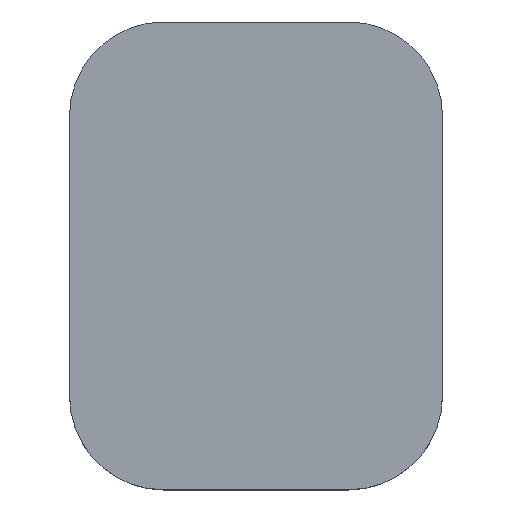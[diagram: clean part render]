
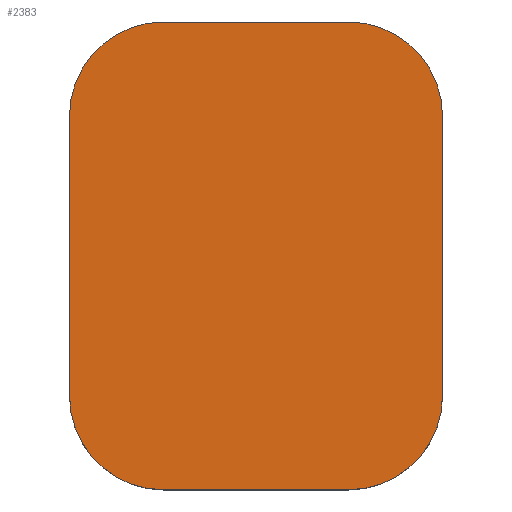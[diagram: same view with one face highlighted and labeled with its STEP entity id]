
A CAD part, top view. The second image highlights one B-rep face of the part: STEP entity #2383.
In plain terms, the highlighted planar face has unit normal (0, 0, 1).
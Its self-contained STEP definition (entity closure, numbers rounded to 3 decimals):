
#248 = VERTEX_POINT ( 'NONE', #1073 ) ;
#321 = EDGE_LOOP ( 'NONE', ( #3061, #3776, #9615, #9543, #4045, #3039, #8789, #5920 ) ) ;
#410 = AXIS2_PLACEMENT_3D ( 'NONE', #3695, #8705, #6078 ) ;
#497 = DIRECTION ( 'NONE',  ( 0., 0., 1. ) ) ;
#1028 = VERTEX_POINT ( 'NONE', #11143 ) ;
#1073 = CARTESIAN_POINT ( 'NONE',  ( 0.443, -1.387, 2.7 ) ) ;
#1124 = AXIS2_PLACEMENT_3D ( 'NONE', #1815, #8817, #10401 ) ;
#1427 = LINE ( 'NONE', #4908, #10836 ) ;
#1815 = CARTESIAN_POINT ( 'NONE',  ( -1.557, -7.344, 2.7 ) ) ;
#1857 = LINE ( 'NONE', #3501, #8608 ) ;
#2359 = EDGE_CURVE ( 'NONE', #5773, #7918, #10029, .T. ) ;
#2383 = ADVANCED_FACE ( 'NONE', ( #6251 ), #9730, .T. ) ;
#2610 = LINE ( 'NONE', #9403, #7582 ) ;
#2697 = LINE ( 'NONE', #6853, #8818 ) ;
#3039 = ORIENTED_EDGE ( 'NONE', *, *, #8896, .T. ) ;
#3061 = ORIENTED_EDGE ( 'NONE', *, *, #8321, .T. ) ;
#3163 = AXIS2_PLACEMENT_3D ( 'NONE', #4251, #4427, #5161 ) ;
#3174 = AXIS2_PLACEMENT_3D ( 'NONE', #4342, #4401, #7692 ) ;
#3501 = CARTESIAN_POINT ( 'NONE',  ( -1.557, 0.613, 2.7 ) ) ;
#3695 = CARTESIAN_POINT ( 'NONE',  ( 0., 0., 2.7 ) ) ;
#3776 = ORIENTED_EDGE ( 'NONE', *, *, #10817, .T. ) ;
#4045 = ORIENTED_EDGE ( 'NONE', *, *, #6313, .T. ) ;
#4048 = DIRECTION ( 'NONE',  ( 0., 1., 0. ) ) ;
#4056 = CARTESIAN_POINT ( 'NONE',  ( -1.557, -9.344, 2.7 ) ) ;
#4251 = CARTESIAN_POINT ( 'NONE',  ( -1.557, -1.387, 2.7 ) ) ;
#4342 = CARTESIAN_POINT ( 'NONE',  ( -5.496, -1.387, 2.7 ) ) ;
#4361 = VERTEX_POINT ( 'NONE', #6896 ) ;
#4401 = DIRECTION ( 'NONE',  ( 0., 0., 1. ) ) ;
#4410 = EDGE_CURVE ( 'NONE', #6564, #1028, #8083, .T. ) ;
#4427 = DIRECTION ( 'NONE',  ( 0., 0., 1. ) ) ;
#4809 = CARTESIAN_POINT ( 'NONE',  ( -5.496, -7.344, 2.7 ) ) ;
#4908 = CARTESIAN_POINT ( 'NONE',  ( 0.443, -7.344, 2.7 ) ) ;
#5161 = DIRECTION ( 'NONE',  ( 1., 0., 0. ) ) ;
#5762 = CIRCLE ( 'NONE', #6668, 2. ) ;
#5773 = VERTEX_POINT ( 'NONE', #4056 ) ;
#5920 = ORIENTED_EDGE ( 'NONE', *, *, #4410, .T. ) ;
#6078 = DIRECTION ( 'NONE',  ( 1., 0., 0. ) ) ;
#6251 = FACE_OUTER_BOUND ( 'NONE', #321, .T. ) ;
#6313 = EDGE_CURVE ( 'NONE', #7918, #248, #1427, .T. ) ;
#6564 = VERTEX_POINT ( 'NONE', #9788 ) ;
#6668 = AXIS2_PLACEMENT_3D ( 'NONE', #4809, #497, #7537 ) ;
#6853 = CARTESIAN_POINT ( 'NONE',  ( -7.496, -7.344, 2.7 ) ) ;
#6896 = CARTESIAN_POINT ( 'NONE',  ( -7.496, -7.344, 2.7 ) ) ;
#6973 = DIRECTION ( 'NONE',  ( -1., 0., 0. ) ) ;
#7035 = CARTESIAN_POINT ( 'NONE',  ( 0.443, -7.344, 2.7 ) ) ;
#7348 = CIRCLE ( 'NONE', #3163, 2. ) ;
#7537 = DIRECTION ( 'NONE',  ( -1., 0., 0. ) ) ;
#7582 = VECTOR ( 'NONE', #10406, 1000. ) ;
#7692 = DIRECTION ( 'NONE',  ( 1., 0., 0. ) ) ;
#7918 = VERTEX_POINT ( 'NONE', #7035 ) ;
#7968 = EDGE_CURVE ( 'NONE', #10794, #6564, #1857, .T. ) ;
#8083 = CIRCLE ( 'NONE', #3174, 2. ) ;
#8277 = CARTESIAN_POINT ( 'NONE',  ( -1.557, 0.613, 2.7 ) ) ;
#8321 = EDGE_CURVE ( 'NONE', #1028, #4361, #2697, .T. ) ;
#8608 = VECTOR ( 'NONE', #6973, 1000. ) ;
#8705 = DIRECTION ( 'NONE',  ( 0., 0., 1. ) ) ;
#8789 = ORIENTED_EDGE ( 'NONE', *, *, #7968, .T. ) ;
#8817 = DIRECTION ( 'NONE',  ( 0., 0., 1. ) ) ;
#8818 = VECTOR ( 'NONE', #9639, 1000. ) ;
#8896 = EDGE_CURVE ( 'NONE', #248, #10794, #7348, .T. ) ;
#9286 = VERTEX_POINT ( 'NONE', #9587 ) ;
#9403 = CARTESIAN_POINT ( 'NONE',  ( -1.557, -9.344, 2.7 ) ) ;
#9543 = ORIENTED_EDGE ( 'NONE', *, *, #2359, .T. ) ;
#9587 = CARTESIAN_POINT ( 'NONE',  ( -5.496, -9.344, 2.7 ) ) ;
#9615 = ORIENTED_EDGE ( 'NONE', *, *, #11256, .T. ) ;
#9639 = DIRECTION ( 'NONE',  ( 0., -1., 0. ) ) ;
#9730 = PLANE ( 'NONE',  #410 ) ;
#9788 = CARTESIAN_POINT ( 'NONE',  ( -5.496, 0.613, 2.7 ) ) ;
#10029 = CIRCLE ( 'NONE', #1124, 2. ) ;
#10401 = DIRECTION ( 'NONE',  ( -1., 0., 0. ) ) ;
#10406 = DIRECTION ( 'NONE',  ( 1., 0., 0. ) ) ;
#10794 = VERTEX_POINT ( 'NONE', #8277 ) ;
#10817 = EDGE_CURVE ( 'NONE', #4361, #9286, #5762, .T. ) ;
#10836 = VECTOR ( 'NONE', #4048, 1000. ) ;
#11143 = CARTESIAN_POINT ( 'NONE',  ( -7.496, -1.387, 2.7 ) ) ;
#11256 = EDGE_CURVE ( 'NONE', #9286, #5773, #2610, .T. ) ;
